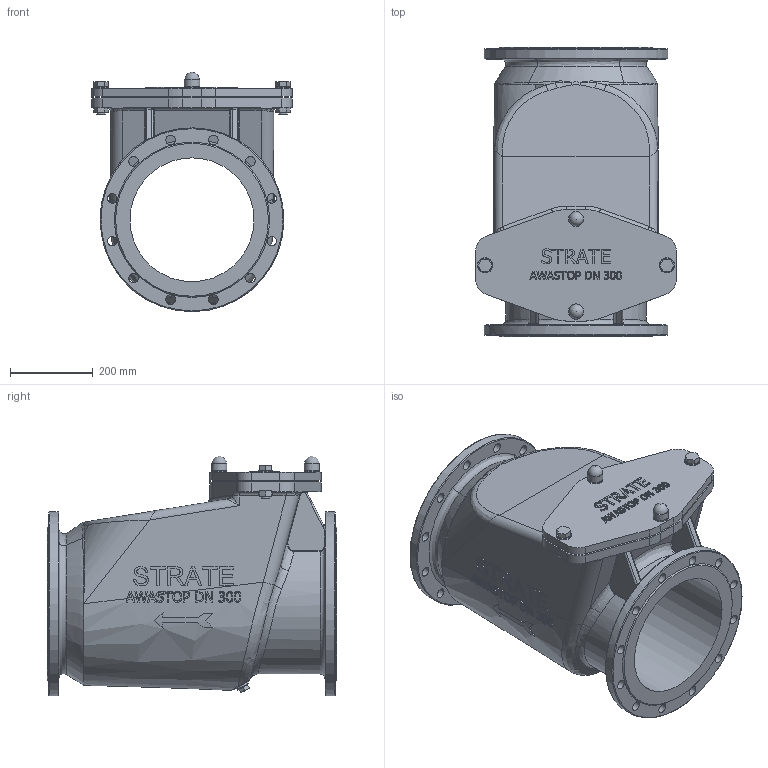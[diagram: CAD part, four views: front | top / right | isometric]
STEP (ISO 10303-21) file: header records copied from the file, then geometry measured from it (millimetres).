
FILE_DESCRIPTION(/* description */ (''),/* implementation_level */ '2;1');
FILE_NAME(/* name */ 'Awastop DN 300.stp',/* time_stamp */ '2019-08-16T11:58:34+02:00',/* author */ ('aunrein'),/* organization */ (''),/* preprocessor_version */ 'ST-DEVELOPER v16.13',/* originating_system */ 'Autodesk Inventor 2018',/* authorisation */ '');
FILE_SCHEMA (('AUTOMOTIVE_DESIGN { 1 0 10303 214 3 1 1 }'));
Products named in the file (1): Awastop_DN300_dummy
Bounding box: 486 x 700 x 579.5 mm (x, y, z)
Volume: 54620369.7 mm3; surface area: 2281546.3 mm2
Topology: 1 solids, 1 shells, 1203 faces, 3592 edges, 2469 vertices
Faces by surface type: plane 590, bspline 434, cylinder 136, torus 33, sphere 8, cone 2
Full cylindrical faces by diameter (mm): 20 x2, 23 x24, 32 x1, 37 x6, 300 x1, 445 x2
Entity records: 52952 total; most frequent: CARTESIAN_POINT 23673, ORIENTED_EDGE 7014, DIRECTION 4446, EDGE_CURVE 3507, VERTEX_POINT 2440, LINE 1816, VECTOR 1816, EDGE_LOOP 1387
